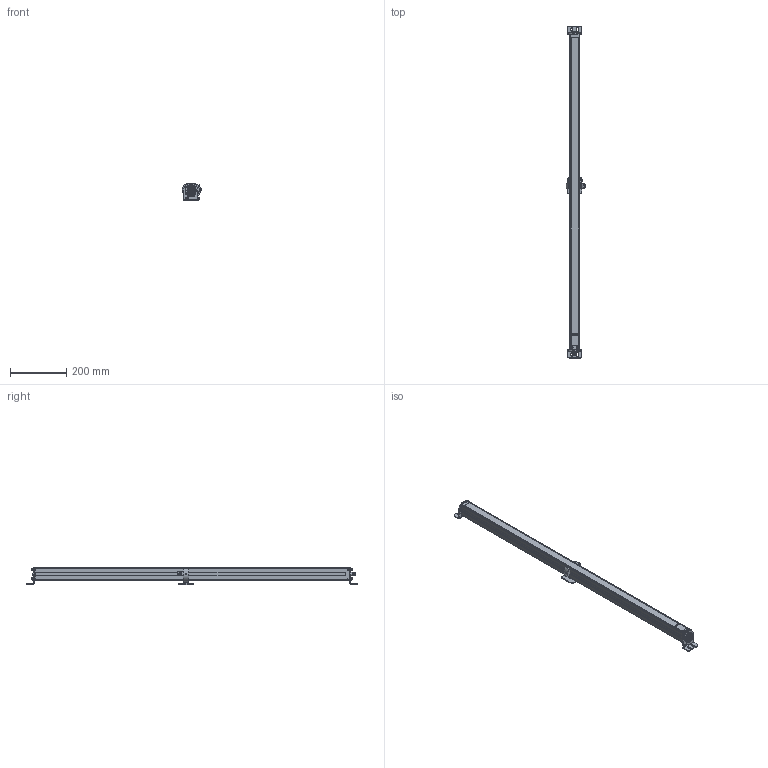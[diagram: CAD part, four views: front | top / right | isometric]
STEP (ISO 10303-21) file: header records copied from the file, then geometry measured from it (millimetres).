
FILE_DESCRIPTION((''),'2;1');
FILE_NAME('139539_SM01_ASM','2024-04-11T13:12:05',('banengservice'),('BANNER ENGINEERING'),'CREO PARAMETRIC BY PTC INC, 2022414','CREO PARAMETRIC BY PTC INC, 2022414','');
FILE_SCHEMA(('CONFIG_CONTROL_DESIGN'));
Products named in the file (9): 139539_EP01; 139539_PL01; 111087; 58892; 114483; 114482; 60139; 71756_ASM; 139539_SM01_ASM
Assembly tree (16 placements, depth 3):
  139539_SM01_ASM
    139539_EP01
    139539_PL01
    111087  x2
    58892  x4
    71756_ASM
      114483
      114482
      58892  x3
      60139  x2
Bounding box: 68.64 x 1178 x 63 mm (x, y, z)
Volume: 3160215.1 mm3; surface area: 453975.1 mm2
Topology: 15 solids, 20 shells, 1992 faces, 5318 edges, 3424 vertices
Faces by surface type: plane 1108, cylinder 671, bspline 97, torus 48, sphere 40, cone 20, extrusion 8
Entity records: 53858 total; most frequent: CARTESIAN_POINT 20882, ORIENTED_EDGE 6930, DIRECTION 6687, EDGE_CURVE 3473, AXIS2_PLACEMENT_3D 2241, VERTEX_POINT 2230, VECTOR 2205, LINE 2197
